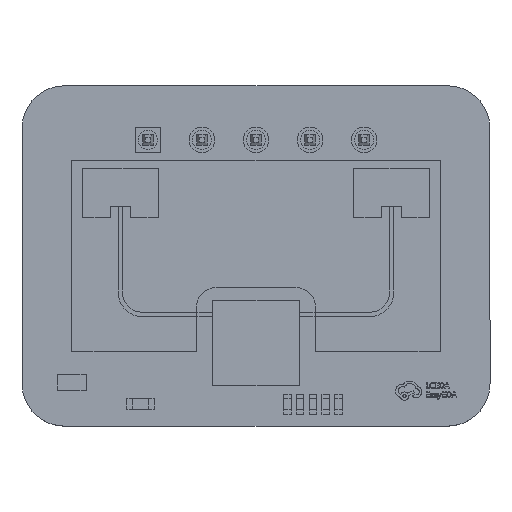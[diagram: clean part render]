
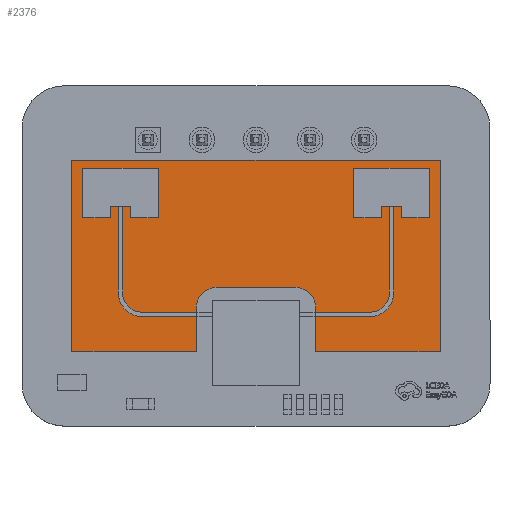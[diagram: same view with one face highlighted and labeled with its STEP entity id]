
A CAD part, top view. The second image highlights one B-rep face of the part: STEP entity #2376.
In plain terms, the highlighted planar face has unit normal (0, 0, 1).
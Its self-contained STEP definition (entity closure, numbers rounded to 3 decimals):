
#72 = VECTOR ( 'NONE', #12156, 1000. ) ;
#781 = LINE ( 'NONE', #6919, #22272 ) ;
#1061 = VERTEX_POINT ( 'NONE', #18141 ) ;
#1078 = ORIENTED_EDGE ( 'NONE', *, *, #18524, .T. ) ;
#1442 = ORIENTED_EDGE ( 'NONE', *, *, #12066, .T. ) ;
#1693 = EDGE_CURVE ( 'NONE', #26042, #25832, #8369, .T. ) ;
#2376 = ADVANCED_FACE ( 'NONE', ( #15623 ), #5476, .F. ) ;
#2470 = CARTESIAN_POINT ( 'NONE',  ( 8.65, 4.51, 0.49 ) ) ;
#2738 = DIRECTION ( 'NONE',  ( 0., 1., 0. ) ) ;
#3522 = EDGE_CURVE ( 'NONE', #23700, #5467, #8529, .T. ) ;
#3676 = CARTESIAN_POINT ( 'NONE',  ( 1.818, -2.469, 0.49 ) ) ;
#3953 = VECTOR ( 'NONE', #16263, 1000. ) ;
#4288 = AXIS2_PLACEMENT_3D ( 'NONE', #3676, #25974, #5548 ) ;
#4946 = CARTESIAN_POINT ( 'NONE',  ( 1.818, -1.469, 0.49 ) ) ;
#5055 = DIRECTION ( 'NONE',  ( 1., 0., 0. ) ) ;
#5098 = CARTESIAN_POINT ( 'NONE',  ( -1.818, -1.469, 0.49 ) ) ;
#5253 = AXIS2_PLACEMENT_3D ( 'NONE', #20354, #12110, #8452 ) ;
#5399 = EDGE_CURVE ( 'NONE', #16396, #8070, #21453, .T. ) ;
#5467 = VERTEX_POINT ( 'NONE', #7296 ) ;
#5476 = PLANE ( 'NONE',  #15638 ) ;
#5548 = DIRECTION ( 'NONE',  ( -1., 0., 0. ) ) ;
#5810 = LINE ( 'NONE', #18223, #16038 ) ;
#6534 = LINE ( 'NONE', #24582, #72 ) ;
#6563 = ORIENTED_EDGE ( 'NONE', *, *, #17742, .T. ) ;
#6572 = ORIENTED_EDGE ( 'NONE', *, *, #5399, .T. ) ;
#6919 = CARTESIAN_POINT ( 'NONE',  ( -1.818, -1.469, 0.49 ) ) ;
#7296 = CARTESIAN_POINT ( 'NONE',  ( 2.818, -2.469, 0.49 ) ) ;
#8031 = ORIENTED_EDGE ( 'NONE', *, *, #21336, .T. ) ;
#8070 = VERTEX_POINT ( 'NONE', #23951 ) ;
#8099 = CARTESIAN_POINT ( 'NONE',  ( -8.65, -4.51, 0.49 ) ) ;
#8369 = LINE ( 'NONE', #8099, #16913 ) ;
#8379 = DIRECTION ( 'NONE',  ( -1., 0., 0. ) ) ;
#8452 = DIRECTION ( 'NONE',  ( -1., 0., 0. ) ) ;
#8529 = CIRCLE ( 'NONE', #4288, 1. ) ;
#9268 = EDGE_CURVE ( 'NONE', #13605, #23700, #781, .T. ) ;
#9272 = CARTESIAN_POINT ( 'NONE',  ( -2.818, -4.51, 0.49 ) ) ;
#9285 = CARTESIAN_POINT ( 'NONE',  ( -8.65, 4.51, 0.49 ) ) ;
#9909 = ORIENTED_EDGE ( 'NONE', *, *, #24405, .T. ) ;
#10396 = CARTESIAN_POINT ( 'NONE',  ( 2.818, -4.51, 0.49 ) ) ;
#10457 = VERTEX_POINT ( 'NONE', #22943 ) ;
#11969 = EDGE_CURVE ( 'NONE', #10457, #13605, #14626, .T. ) ;
#12066 = EDGE_CURVE ( 'NONE', #1061, #16396, #24907, .T. ) ;
#12110 = DIRECTION ( 'NONE',  ( 0., 0., -1. ) ) ;
#12156 = DIRECTION ( 'NONE',  ( 0., -1., 0. ) ) ;
#13079 = VERTEX_POINT ( 'NONE', #24726 ) ;
#13605 = VERTEX_POINT ( 'NONE', #5098 ) ;
#14256 = DIRECTION ( 'NONE',  ( 1., 0., 0. ) ) ;
#14578 = CARTESIAN_POINT ( 'NONE',  ( 8.65, 4.51, 0.49 ) ) ;
#14626 = CIRCLE ( 'NONE', #5253, 1. ) ;
#14789 = ORIENTED_EDGE ( 'NONE', *, *, #3522, .T. ) ;
#15114 = CARTESIAN_POINT ( 'NONE',  ( -2.818, -4.51, 0.49 ) ) ;
#15306 = VECTOR ( 'NONE', #17450, 1000. ) ;
#15623 = FACE_OUTER_BOUND ( 'NONE', #18332, .T. ) ;
#15638 = AXIS2_PLACEMENT_3D ( 'NONE', #22810, #16533, #8379 ) ;
#16038 = VECTOR ( 'NONE', #24641, 1000. ) ;
#16263 = DIRECTION ( 'NONE',  ( 0., -1., 0. ) ) ;
#16396 = VERTEX_POINT ( 'NONE', #14578 ) ;
#16533 = DIRECTION ( 'NONE',  ( 0., 0., -1. ) ) ;
#16621 = ORIENTED_EDGE ( 'NONE', *, *, #1693, .T. ) ;
#16913 = VECTOR ( 'NONE', #14256, 1000. ) ;
#17201 = DIRECTION ( 'NONE',  ( -1., 0., 0. ) ) ;
#17450 = DIRECTION ( 'NONE',  ( 0., 1., 0. ) ) ;
#17742 = EDGE_CURVE ( 'NONE', #5467, #13079, #22559, .T. ) ;
#18141 = CARTESIAN_POINT ( 'NONE',  ( 8.65, -4.51, 0.49 ) ) ;
#18193 = CARTESIAN_POINT ( 'NONE',  ( -8.65, -4.51, 0.49 ) ) ;
#18223 = CARTESIAN_POINT ( 'NONE',  ( 2.818, -4.51, 0.49 ) ) ;
#18332 = EDGE_LOOP ( 'NONE', ( #1442, #6572, #1078, #16621, #9909, #20532, #22705, #14789, #6563, #8031 ) ) ;
#18524 = EDGE_CURVE ( 'NONE', #8070, #26042, #6534, .T. ) ;
#19699 = VECTOR ( 'NONE', #17201, 1000. ) ;
#20354 = CARTESIAN_POINT ( 'NONE',  ( -1.818, -2.469, 0.49 ) ) ;
#20532 = ORIENTED_EDGE ( 'NONE', *, *, #11969, .T. ) ;
#21291 = LINE ( 'NONE', #9272, #15306 ) ;
#21336 = EDGE_CURVE ( 'NONE', #13079, #1061, #5810, .T. ) ;
#21453 = LINE ( 'NONE', #9285, #19699 ) ;
#22272 = VECTOR ( 'NONE', #5055, 1000. ) ;
#22559 = LINE ( 'NONE', #10396, #3953 ) ;
#22705 = ORIENTED_EDGE ( 'NONE', *, *, #9268, .T. ) ;
#22810 = CARTESIAN_POINT ( 'NONE',  ( 1.818, -2.469, 0.49 ) ) ;
#22943 = CARTESIAN_POINT ( 'NONE',  ( -2.818, -2.469, 0.49 ) ) ;
#23700 = VERTEX_POINT ( 'NONE', #4946 ) ;
#23951 = CARTESIAN_POINT ( 'NONE',  ( -8.65, 4.51, 0.49 ) ) ;
#24030 = VECTOR ( 'NONE', #2738, 1000. ) ;
#24405 = EDGE_CURVE ( 'NONE', #25832, #10457, #21291, .T. ) ;
#24582 = CARTESIAN_POINT ( 'NONE',  ( -8.65, 4.51, 0.49 ) ) ;
#24641 = DIRECTION ( 'NONE',  ( 1., 0., 0. ) ) ;
#24726 = CARTESIAN_POINT ( 'NONE',  ( 2.818, -4.51, 0.49 ) ) ;
#24907 = LINE ( 'NONE', #2470, #24030 ) ;
#25832 = VERTEX_POINT ( 'NONE', #15114 ) ;
#25974 = DIRECTION ( 'NONE',  ( 0., 0., -1. ) ) ;
#26042 = VERTEX_POINT ( 'NONE', #18193 ) ;
